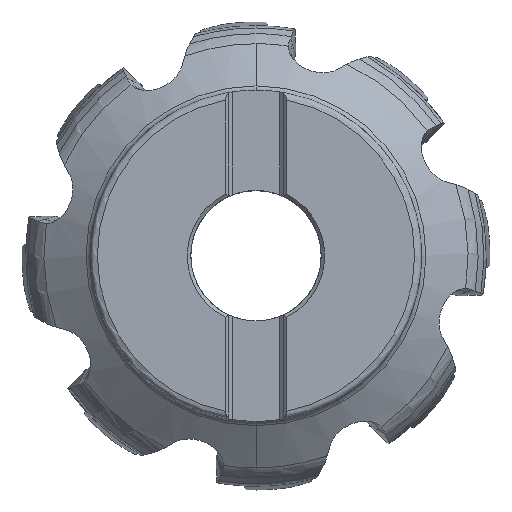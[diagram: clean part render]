
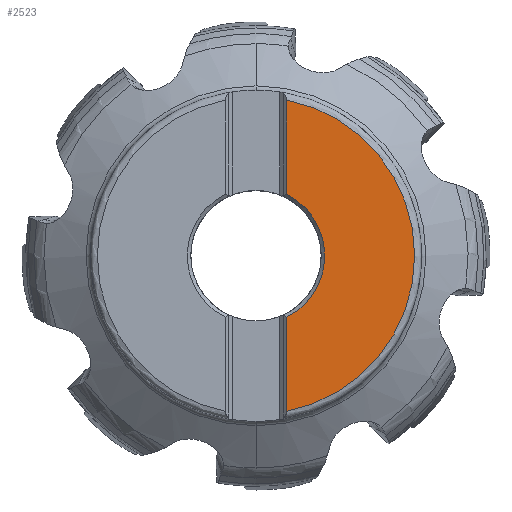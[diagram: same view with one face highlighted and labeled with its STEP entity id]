
A CAD part, top view. The second image highlights one B-rep face of the part: STEP entity #2523.
In plain terms, the highlighted planar face has unit normal (0, 0, 1).
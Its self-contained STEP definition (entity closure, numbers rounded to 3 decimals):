
#322=PLANE('',#17485);
#1136=LINE('',#32217,#1698);
#1137=LINE('',#32233,#1699);
#1698=VECTOR('',#20363,1.);
#1699=VECTOR('',#20372,1.);
#2523=ADVANCED_FACE('',(#3666),#322,.T.);
#3666=FACE_OUTER_BOUND('',#4613,.T.);
#4613=EDGE_LOOP('',(#9077,#9078,#9079,#9080));
#9077=ORIENTED_EDGE('',*,*,#14611,.T.);
#9078=ORIENTED_EDGE('',*,*,#14615,.F.);
#9079=ORIENTED_EDGE('',*,*,#14616,.T.);
#9080=ORIENTED_EDGE('',*,*,#14614,.F.);
#12495=VERTEX_POINT('',#32216);
#12496=VERTEX_POINT('',#32218);
#12497=VERTEX_POINT('',#32228);
#12498=VERTEX_POINT('',#32232);
#14611=EDGE_CURVE('',#12496,#12495,#1136,.T.);
#14614=EDGE_CURVE('',#12496,#12497,#16061,.T.);
#14615=EDGE_CURVE('',#12498,#12495,#16062,.T.);
#14616=EDGE_CURVE('',#12498,#12497,#1137,.T.);
#16061=CIRCLE('',#17482,20.085);
#16062=CIRCLE('',#17484,46.385);
#17482=AXIS2_PLACEMENT_3D('',#32229,#20366,#20367);
#17484=AXIS2_PLACEMENT_3D('',#32231,#20370,#20371);
#17485=AXIS2_PLACEMENT_3D('',#32234,#20373,#20374);
#20363=DIRECTION('',(0.,-1.,0.));
#20366=DIRECTION('',(0.,0.,1.));
#20367=DIRECTION('',(0.445,-0.896,0.));
#20370=DIRECTION('',(0.,0.,-1.));
#20371=DIRECTION('',(0.193,0.981,0.));
#20372=DIRECTION('',(0.,-1.,0.));
#20373=DIRECTION('',(0.,0.,1.));
#20374=DIRECTION('',(0.,-1.,0.));
#32216=CARTESIAN_POINT('',(8.937,-45.516,0.));
#32217=CARTESIAN_POINT('',(8.938,-17.987,0.));
#32218=CARTESIAN_POINT('',(8.938,-17.987,0.));
#32228=CARTESIAN_POINT('',(8.937,17.987,0.));
#32229=CARTESIAN_POINT('',(0.,0.,0.));
#32231=CARTESIAN_POINT('',(0.,0.,0.));
#32232=CARTESIAN_POINT('',(8.938,45.516,0.));
#32233=CARTESIAN_POINT('',(8.938,45.516,0.));
#32234=CARTESIAN_POINT('',(27.662,0.,0.));
